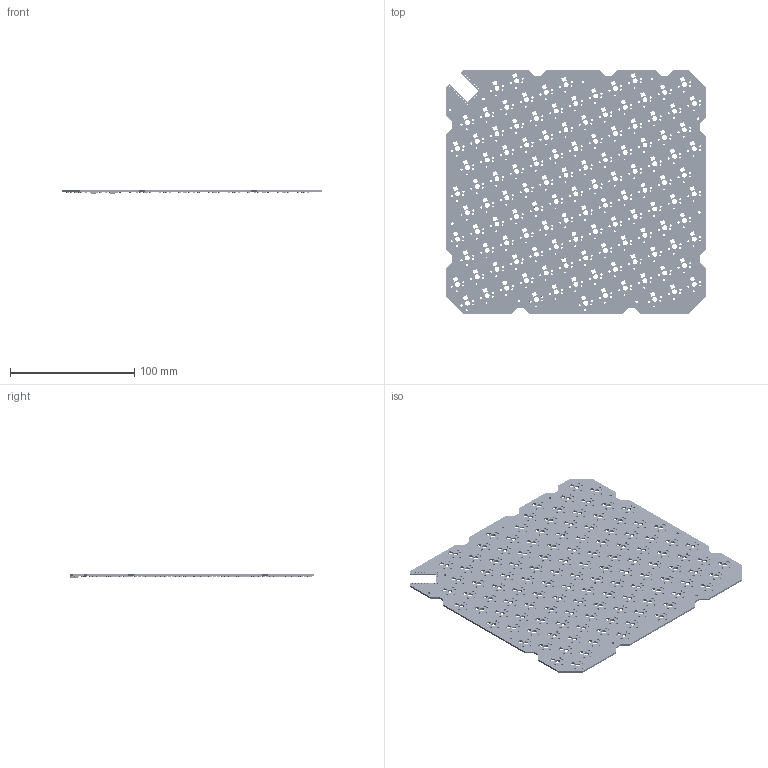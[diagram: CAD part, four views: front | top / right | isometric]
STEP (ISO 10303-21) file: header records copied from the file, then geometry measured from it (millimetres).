
FILE_DESCRIPTION(('KiCad electronic assembly'),'2;1');
FILE_NAME('medium.step','2026-01-02T13:44:35',('Pcbnew'),('Kicad'), 'Open CASCADE STEP processor 7.8','KiCad to STEP converter','Unknown' );
FILE_SCHEMA(('AUTOMOTIVE_DESIGN { 1 0 10303 214 1 1 1 1 }'));
Length unit declared in the file: millimetre
Products named in the file (6): medium 1; D_SOD-323F; C_0603_1608Metric; TSSOP-16_4.4x5mm_P0.65mm; R_0402_1005Metric; medium_PCB
Assembly tree (253 placements, depth 2):
  medium 1
    D_SOD-323F  x124
    C_0603_1608Metric  x125
    TSSOP-16_4.4x5mm_P0.65mm  x2
    R_0402_1005Metric
    medium_PCB
Bounding box: 209 x 197 x 2.7 mm (x, y, z)
Volume: 55203.7 mm3; surface area: 84525.3 mm2
Topology: 253 solids, 253 shells, 9065 faces, 22923 edges, 14740 vertices
Faces by surface type: plane 5034, cylinder 2775, bspline 1256
Full cylindrical faces by diameter (mm): 0.8 x23, 1.524 x246, 1.75 x246, 2.2 x9, 3.988 x123
Entity records: 75976 total; most frequent: DIRECTION 12855, CARTESIAN_POINT 12218, ORIENTED_EDGE 11851, EDGE_CURVE 5926, AXIS2_PLACEMENT_3D 4700, VERTEX_POINT 3923, FACE_BOUND 3561, EDGE_LOOP 3560
